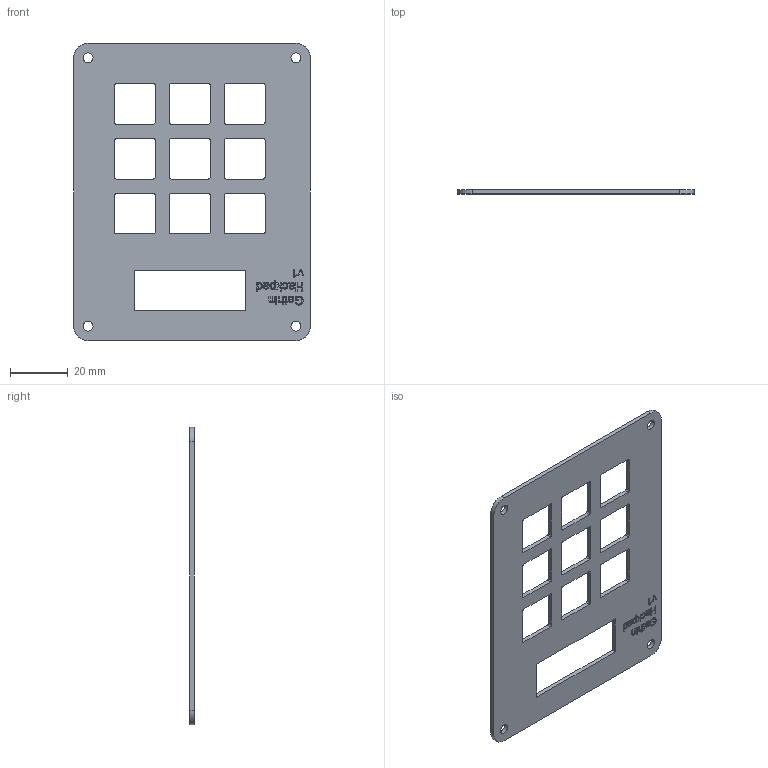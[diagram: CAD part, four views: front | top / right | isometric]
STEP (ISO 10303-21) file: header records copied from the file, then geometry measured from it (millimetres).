
FILE_DESCRIPTION(/* description */ (''),/* implementation_level */ '2;1');
FILE_NAME(/* name */ 'Gethin hackpad cover.step',/* time_stamp */ '2025-12-07T13:19:24Z',/* author */ (''),/* organization */ (''),/* preprocessor_version */ 'ST-DEVELOPER v20.1',/* originating_system */ 'Autodesk Translation Framework v14.21.0.0',/* authorisation */ '');
FILE_SCHEMA (('AUTOMOTIVE_DESIGN { 1 0 10303 214 3 1 1 }'));
Length unit declared in the file: millimetre
Products named in the file (1): Gethin hackpad cover
Bounding box: 82 x 1.5 x 103 mm (x, y, z)
Volume: 9124.5 mm3; surface area: 13719.4 mm2
Topology: 1 solids, 1 shells, 403 faces, 1140 edges, 760 vertices
Faces by surface type: bspline 191, plane 168, cylinder 44
Full cylindrical faces by diameter (mm): 3.4 x4
Entity records: 14868 total; most frequent: CARTESIAN_POINT 5551, ORIENTED_EDGE 2280, DIRECTION 1272, EDGE_CURVE 1140, VERTEX_POINT 760, LINE 670, VECTOR 670, EDGE_LOOP 452
